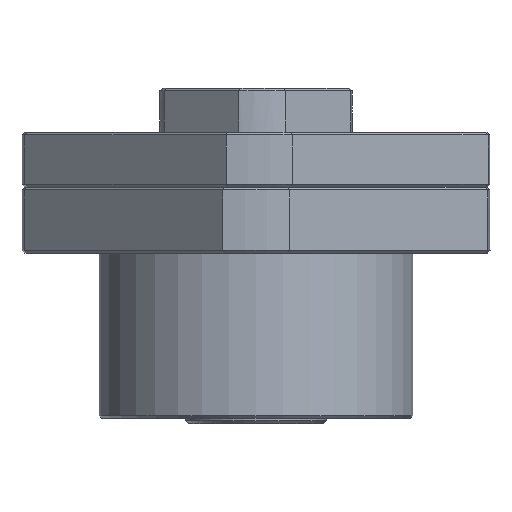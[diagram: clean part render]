
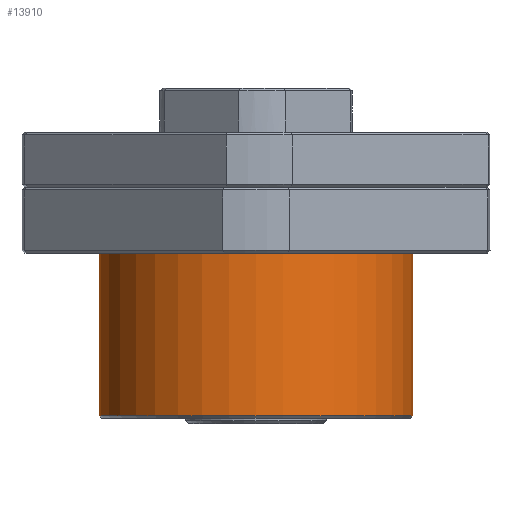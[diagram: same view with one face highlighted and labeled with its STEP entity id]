
A CAD part, front view. The second image highlights one B-rep face of the part: STEP entity #13910.
In plain terms, the highlighted cylindrical face has radius 28.5 mm (diameter 57 mm), a partial arc.
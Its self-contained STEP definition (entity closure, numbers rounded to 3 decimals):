
#824 = DIRECTION ( 'NONE',  ( 0., 0., 1. ) ) ;
#1437 = CARTESIAN_POINT ( 'NONE',  ( -23.411, 11.427, -20.5 ) ) ;
#2287 = VECTOR ( 'NONE', #17604, 1000. ) ;
#4943 = CARTESIAN_POINT ( 'NONE',  ( 5.089, 11.427, 9. ) ) ;
#5852 = LINE ( 'NONE', #13294, #2287 ) ;
#6648 = CARTESIAN_POINT ( 'NONE',  ( -23.411, 11.427, 9. ) ) ;
#7907 = FACE_OUTER_BOUND ( 'NONE', #13142, .T. ) ;
#8019 = AXIS2_PLACEMENT_3D ( 'NONE', #19685, #13065, #23629 ) ;
#9526 = DIRECTION ( 'NONE',  ( -1., 0., 0. ) ) ;
#9902 = EDGE_CURVE ( 'NONE', #14870, #23698, #5852, .T. ) ;
#10010 = VERTEX_POINT ( 'NONE', #1437 ) ;
#10104 = AXIS2_PLACEMENT_3D ( 'NONE', #11857, #17740, #9526 ) ;
#10133 = CIRCLE ( 'NONE', #8019, 28.5 ) ;
#11060 = ORIENTED_EDGE ( 'NONE', *, *, #9902, .F. ) ;
#11857 = CARTESIAN_POINT ( 'NONE',  ( 5.089, 11.427, 9. ) ) ;
#12422 = AXIS2_PLACEMENT_3D ( 'NONE', #4943, #824, #19649 ) ;
#12469 = CARTESIAN_POINT ( 'NONE',  ( 33.589, 11.427, 9. ) ) ;
#12997 = ORIENTED_EDGE ( 'NONE', *, *, #23926, .F. ) ;
#13065 = DIRECTION ( 'NONE',  ( 0., 0., -1. ) ) ;
#13142 = EDGE_LOOP ( 'NONE', ( #11060, #15939, #25078, #12997 ) ) ;
#13294 = CARTESIAN_POINT ( 'NONE',  ( 33.589, 11.427, 9. ) ) ;
#13910 = ADVANCED_FACE ( 'NONE', ( #7907 ), #26900, .T. ) ;
#14870 = VERTEX_POINT ( 'NONE', #12469 ) ;
#15915 = CARTESIAN_POINT ( 'NONE',  ( -23.411, 11.427, 9. ) ) ;
#15939 = ORIENTED_EDGE ( 'NONE', *, *, #18153, .F. ) ;
#17331 = VECTOR ( 'NONE', #19264, 1000. ) ;
#17446 = CIRCLE ( 'NONE', #12422, 28.5 ) ;
#17584 = CARTESIAN_POINT ( 'NONE',  ( 33.589, 11.427, -20.5 ) ) ;
#17604 = DIRECTION ( 'NONE',  ( 0., 0., -1. ) ) ;
#17740 = DIRECTION ( 'NONE',  ( 0., 0., -1. ) ) ;
#18153 = EDGE_CURVE ( 'NONE', #24095, #14870, #17446, .T. ) ;
#19264 = DIRECTION ( 'NONE',  ( 0., 0., -1. ) ) ;
#19649 = DIRECTION ( 'NONE',  ( -1., 0., 0. ) ) ;
#19685 = CARTESIAN_POINT ( 'NONE',  ( 5.089, 11.427, -20.5 ) ) ;
#22966 = EDGE_CURVE ( 'NONE', #24095, #10010, #25247, .T. ) ;
#23629 = DIRECTION ( 'NONE',  ( -1., 0., 0. ) ) ;
#23698 = VERTEX_POINT ( 'NONE', #17584 ) ;
#23926 = EDGE_CURVE ( 'NONE', #23698, #10010, #10133, .T. ) ;
#24095 = VERTEX_POINT ( 'NONE', #15915 ) ;
#25078 = ORIENTED_EDGE ( 'NONE', *, *, #22966, .T. ) ;
#25247 = LINE ( 'NONE', #6648, #17331 ) ;
#26900 = CYLINDRICAL_SURFACE ( 'NONE', #10104, 28.5 ) ;
